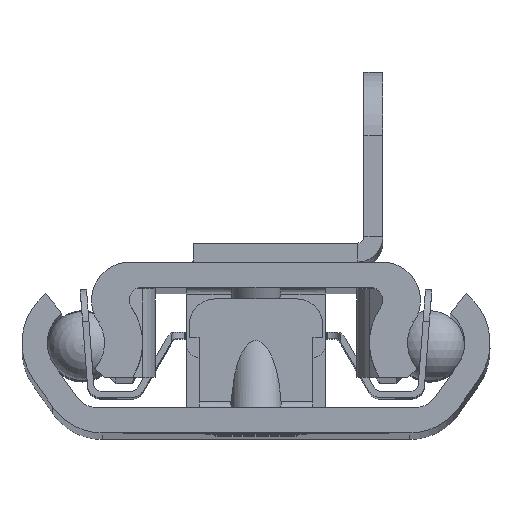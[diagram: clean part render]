
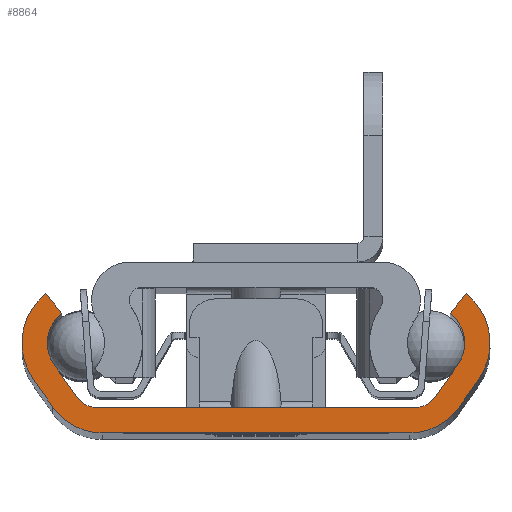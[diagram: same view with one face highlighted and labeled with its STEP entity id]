
A CAD part, top view. The second image highlights one B-rep face of the part: STEP entity #8864.
In plain terms, the highlighted face is planar.
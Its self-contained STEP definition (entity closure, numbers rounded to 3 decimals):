
#113=LINE('',#12700,#1089);
#140=LINE('',#12799,#1116);
#192=LINE('',#12981,#1168);
#196=LINE('',#12993,#1172);
#240=LINE('',#13164,#1216);
#243=LINE('',#13173,#1219);
#247=LINE('',#13188,#1223);
#250=LINE('',#13197,#1226);
#1089=VECTOR('',#10099,24.319);
#1116=VECTOR('',#10150,25.1);
#1168=VECTOR('',#10278,2.001);
#1172=VECTOR('',#10290,2.001);
#1216=VECTOR('',#10428,2.694);
#1219=VECTOR('',#10439,3.084);
#1223=VECTOR('',#10457,3.084);
#1226=VECTOR('',#10468,2.694);
#2105=PLANE('',#9398);
#2616=FACE_OUTER_BOUND('',#3102,.T.);
#3102=EDGE_LOOP('',(#6397,#6398,#6399,#6400,#6401,#6402,#6403,#6404,#6405,
#6406,#6407,#6408,#6409,#6410,#6411,#6412));
#3581=CIRCLE('',#9326,3.);
#3583=CIRCLE('',#9330,5.);
#3593=CIRCLE('',#9377,4.75);
#3596=CIRCLE('',#9382,5.);
#3597=CIRCLE('',#9385,2.);
#3599=CIRCLE('',#9388,2.);
#3602=CIRCLE('',#9393,3.);
#3603=CIRCLE('',#9396,4.75);
#3818=VERTEX_POINT('',#12698);
#3819=VERTEX_POINT('',#12699);
#3854=VERTEX_POINT('',#12797);
#3855=VERTEX_POINT('',#12798);
#3904=VERTEX_POINT('',#12971);
#3905=VERTEX_POINT('',#12973);
#3907=VERTEX_POINT('',#12979);
#3908=VERTEX_POINT('',#12983);
#3909=VERTEX_POINT('',#12985);
#3911=VERTEX_POINT('',#12991);
#3936=VERTEX_POINT('',#13157);
#3938=VERTEX_POINT('',#13163);
#3940=VERTEX_POINT('',#13172);
#3942=VERTEX_POINT('',#13181);
#3944=VERTEX_POINT('',#13187);
#3946=VERTEX_POINT('',#13196);
#4702=EDGE_CURVE('',#3818,#3819,#113,.T.);
#4740=EDGE_CURVE('',#3854,#3855,#140,.T.);
#4809=EDGE_CURVE('',#3904,#3905,#3581,.T.);
#4813=EDGE_CURVE('',#3907,#3904,#192,.T.);
#4815=EDGE_CURVE('',#3908,#3909,#3583,.T.);
#4819=EDGE_CURVE('',#3911,#3908,#196,.T.);
#4876=EDGE_CURVE('',#3819,#3936,#3593,.T.);
#4879=EDGE_CURVE('',#3936,#3938,#240,.T.);
#4883=EDGE_CURVE('',#3938,#3907,#3596,.T.);
#4884=EDGE_CURVE('',#3905,#3940,#243,.T.);
#4887=EDGE_CURVE('',#3940,#3854,#3597,.T.);
#4889=EDGE_CURVE('',#3855,#3942,#3599,.T.);
#4892=EDGE_CURVE('',#3942,#3944,#247,.T.);
#4896=EDGE_CURVE('',#3944,#3911,#3602,.T.);
#4897=EDGE_CURVE('',#3909,#3946,#250,.T.);
#4900=EDGE_CURVE('',#3946,#3818,#3603,.T.);
#6397=ORIENTED_EDGE('',*,*,#4876,.F.);
#6398=ORIENTED_EDGE('',*,*,#4702,.F.);
#6399=ORIENTED_EDGE('',*,*,#4900,.F.);
#6400=ORIENTED_EDGE('',*,*,#4897,.F.);
#6401=ORIENTED_EDGE('',*,*,#4815,.F.);
#6402=ORIENTED_EDGE('',*,*,#4819,.F.);
#6403=ORIENTED_EDGE('',*,*,#4896,.F.);
#6404=ORIENTED_EDGE('',*,*,#4892,.F.);
#6405=ORIENTED_EDGE('',*,*,#4889,.F.);
#6406=ORIENTED_EDGE('',*,*,#4740,.F.);
#6407=ORIENTED_EDGE('',*,*,#4887,.F.);
#6408=ORIENTED_EDGE('',*,*,#4884,.F.);
#6409=ORIENTED_EDGE('',*,*,#4809,.F.);
#6410=ORIENTED_EDGE('',*,*,#4813,.F.);
#6411=ORIENTED_EDGE('',*,*,#4883,.F.);
#6412=ORIENTED_EDGE('',*,*,#4879,.F.);
#8864=ADVANCED_FACE('',(#2616),#2105,.F.);
#9326=AXIS2_PLACEMENT_3D('',#12974,#10270,#10271);
#9330=AXIS2_PLACEMENT_3D('',#12986,#10282,#10283);
#9377=AXIS2_PLACEMENT_3D('',#13158,#10421,#10422);
#9382=AXIS2_PLACEMENT_3D('',#13170,#10435,#10436);
#9385=AXIS2_PLACEMENT_3D('',#13178,#10444,#10445);
#9388=AXIS2_PLACEMENT_3D('',#13182,#10450,#10451);
#9393=AXIS2_PLACEMENT_3D('',#13194,#10464,#10465);
#9396=AXIS2_PLACEMENT_3D('',#13202,#10473,#10474);
#9398=AXIS2_PLACEMENT_3D('',#13204,#10477,#10478);
#10099=DIRECTION('',(1.,0.,0.));
#10150=DIRECTION('',(-1.,0.,0.));
#10270=DIRECTION('center_axis',(0.,0.,-1.));
#10271=DIRECTION('ref_axis',(-0.819,0.574,0.));
#10278=DIRECTION('',(-0.639,-0.769,0.));
#10282=DIRECTION('center_axis',(0.,0.,1.));
#10283=DIRECTION('ref_axis',(-0.626,0.78,0.));
#10290=DIRECTION('',(-0.639,0.769,0.));
#10421=DIRECTION('center_axis',(0.,0.,1.));
#10422=DIRECTION('ref_axis',(0.,-1.,0.));
#10428=DIRECTION('',(0.574,0.819,0.));
#10435=DIRECTION('center_axis',(0.,0.,1.));
#10436=DIRECTION('ref_axis',(0.819,-0.574,0.));
#10439=DIRECTION('',(-0.574,-0.819,0.));
#10444=DIRECTION('center_axis',(0.,0.,-1.));
#10445=DIRECTION('ref_axis',(0.,1.,0.));
#10450=DIRECTION('center_axis',(0.,0.,-1.));
#10451=DIRECTION('ref_axis',(0.819,0.574,0.));
#10457=DIRECTION('',(-0.574,0.819,0.));
#10464=DIRECTION('center_axis',(0.,0.,-1.));
#10465=DIRECTION('ref_axis',(0.617,-0.787,0.));
#10468=DIRECTION('',(0.574,-0.819,0.));
#10473=DIRECTION('center_axis',(0.,0.,1.));
#10474=DIRECTION('ref_axis',(-0.819,-0.574,0.));
#10477=DIRECTION('center_axis',(0.,0.,1.));
#10478=DIRECTION('ref_axis',(1.,0.,0.));
#12698=CARTESIAN_POINT('',(-12.16,0.,-300.));
#12699=CARTESIAN_POINT('',(12.16,0.,-300.));
#12700=CARTESIAN_POINT('',(0.,0.,-300.));
#12797=CARTESIAN_POINT('',(12.55,2.,-300.));
#12798=CARTESIAN_POINT('',(-12.55,2.,-300.));
#12799=CARTESIAN_POINT('',(0.,2.,-300.));
#12971=CARTESIAN_POINT('',(15.35,9.462,-300.));
#12973=CARTESIAN_POINT('',(15.957,5.379,-300.));
#12974=CARTESIAN_POINT('Origin',(13.5,7.1,-300.));
#12979=CARTESIAN_POINT('',(16.629,11.,-300.));
#12981=CARTESIAN_POINT('',(16.629,11.,-300.));
#12983=CARTESIAN_POINT('',(-16.629,11.,-300.));
#12985=CARTESIAN_POINT('',(-17.596,4.232,-300.));
#12986=CARTESIAN_POINT('Origin',(-13.5,7.1,-300.));
#12991=CARTESIAN_POINT('',(-15.35,9.462,-300.));
#12993=CARTESIAN_POINT('',(-15.35,9.462,-300.));
#13157=CARTESIAN_POINT('',(16.051,2.026,-300.));
#13158=CARTESIAN_POINT('Origin',(12.16,4.75,-300.));
#13163=CARTESIAN_POINT('',(17.596,4.232,-300.));
#13164=CARTESIAN_POINT('',(16.051,2.026,-300.));
#13170=CARTESIAN_POINT('Origin',(13.5,7.1,-300.));
#13172=CARTESIAN_POINT('',(14.188,2.853,-300.));
#13173=CARTESIAN_POINT('',(15.957,5.379,-300.));
#13178=CARTESIAN_POINT('Origin',(12.55,4.,-300.));
#13181=CARTESIAN_POINT('',(-14.188,2.853,-300.));
#13182=CARTESIAN_POINT('Origin',(-12.55,4.,-300.));
#13187=CARTESIAN_POINT('',(-15.957,5.379,-300.));
#13188=CARTESIAN_POINT('',(-14.188,2.853,-300.));
#13194=CARTESIAN_POINT('Origin',(-13.5,7.1,-300.));
#13196=CARTESIAN_POINT('',(-16.051,2.026,-300.));
#13197=CARTESIAN_POINT('',(-17.596,4.232,-300.));
#13202=CARTESIAN_POINT('Origin',(-12.16,4.75,-300.));
#13204=CARTESIAN_POINT('Origin',(0.,3.266,-300.));
